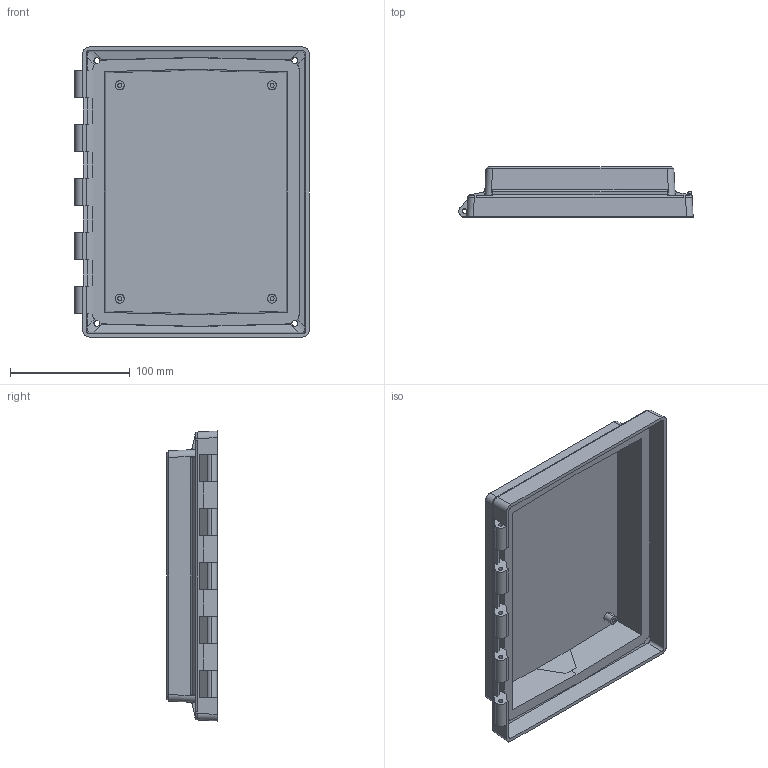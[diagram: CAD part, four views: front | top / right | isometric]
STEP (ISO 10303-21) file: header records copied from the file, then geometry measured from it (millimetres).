
FILE_DESCRIPTION (( 'STEP AP214' ), '1' );
FILE_NAME ('8x6_hinge_cover.STEP', '2016-05-12T05:19:19', ( '' ), ( '' ), 'SwSTEP 2.0', 'SolidWorks 2015', '' );
FILE_SCHEMA (( 'AUTOMOTIVE_DESIGN' ));
Length unit declared in the file: millimetre
Products named in the file (1): 8x6_hinge_cover
Bounding box: 195.38 x 42 x 241.84 mm (x, y, z)
Volume: 280924.9 mm3; surface area: 156252 mm2
Topology: 1 solids, 1 shells, 238 faces, 679 edges, 446 vertices
Faces by surface type: plane 127, cylinder 91, bspline 20
Entity records: 8475 total; most frequent: CARTESIAN_POINT 2527, ORIENTED_EDGE 1358, DIRECTION 1103, EDGE_CURVE 679, VERTEX_POINT 446, LINE 403, VECTOR 403, AXIS2_PLACEMENT_3D 350
